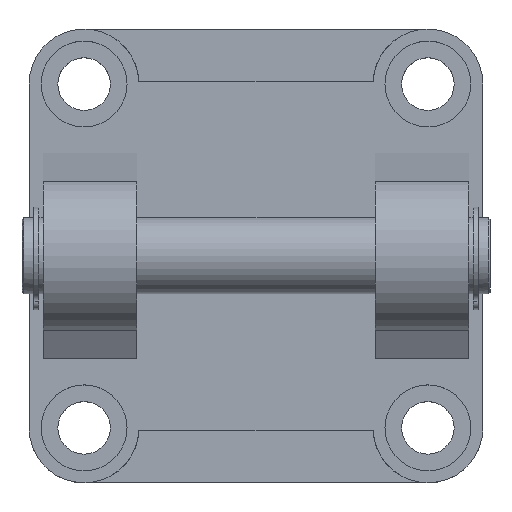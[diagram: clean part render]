
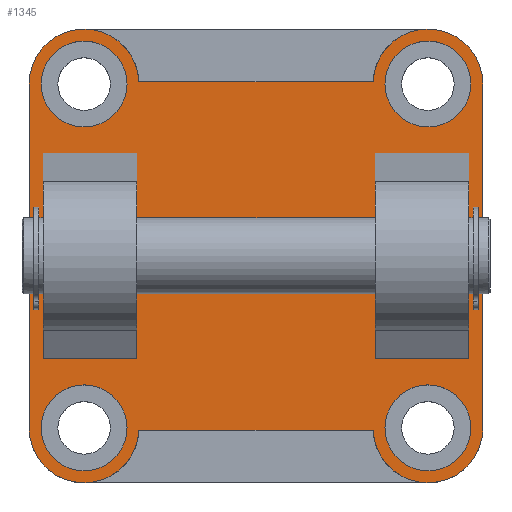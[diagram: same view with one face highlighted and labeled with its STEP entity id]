
A CAD part, top view. The second image highlights one B-rep face of the part: STEP entity #1345.
In plain terms, the highlighted planar face has unit normal (0, 0, 1).
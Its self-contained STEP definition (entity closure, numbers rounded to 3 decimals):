
#101=FACE_BOUND('',#315,.T.);
#102=FACE_BOUND('',#316,.T.);
#103=FACE_BOUND('',#317,.T.);
#104=FACE_BOUND('',#318,.T.);
#105=FACE_BOUND('',#319,.T.);
#106=FACE_BOUND('',#320,.T.);
#191=FACE_OUTER_BOUND('',#314,.T.);
#314=EDGE_LOOP('',(#1196,#1197,#1198,#1199,#1200,#1201,#1202,#1203));
#315=EDGE_LOOP('',(#1204,#1205,#1206,#1207));
#316=EDGE_LOOP('',(#1208,#1209,#1210,#1211));
#317=EDGE_LOOP('',(#1212));
#318=EDGE_LOOP('',(#1213));
#319=EDGE_LOOP('',(#1214));
#320=EDGE_LOOP('',(#1215));
#364=LINE('',#2175,#444);
#370=LINE('',#2190,#450);
#371=LINE('',#2192,#451);
#372=LINE('',#2194,#452);
#376=LINE('',#2203,#456);
#379=LINE('',#2214,#459);
#381=LINE('',#2217,#461);
#382=LINE('',#2219,#462);
#385=LINE('',#2271,#465);
#390=LINE('',#2286,#470);
#399=LINE('',#2309,#479);
#404=LINE('',#2326,#484);
#444=VECTOR('',#1779,19.5);
#450=VECTOR('',#1793,19.5);
#451=VECTOR('',#1796,43.);
#452=VECTOR('',#1799,43.);
#456=VECTOR('',#1805,19.5);
#459=VECTOR('',#1816,19.5);
#461=VECTOR('',#1820,43.);
#462=VECTOR('',#1823,43.);
#465=VECTOR('',#1884,49.022);
#470=VECTOR('',#1897,49.022);
#479=VECTOR('',#1918,72.);
#484=VECTOR('',#1937,72.);
#555=CIRCLE('',#1474,9.);
#559=CIRCLE('',#1481,9.);
#563=CIRCLE('',#1488,9.);
#567=CIRCLE('',#1495,9.);
#573=CIRCLE('',#1510,11.5);
#575=CIRCLE('',#1513,11.5);
#577=CIRCLE('',#1517,11.5);
#579=CIRCLE('',#1520,11.5);
#651=VERTEX_POINT('',#2171);
#653=VERTEX_POINT('',#2174);
#657=VERTEX_POINT('',#2186);
#658=VERTEX_POINT('',#2188);
#659=VERTEX_POINT('',#2196);
#662=VERTEX_POINT('',#2201);
#665=VERTEX_POINT('',#2211);
#666=VERTEX_POINT('',#2213);
#669=VERTEX_POINT('',#2226);
#673=VERTEX_POINT('',#2237);
#677=VERTEX_POINT('',#2248);
#681=VERTEX_POINT('',#2259);
#685=VERTEX_POINT('',#2268);
#686=VERTEX_POINT('',#2270);
#691=VERTEX_POINT('',#2283);
#692=VERTEX_POINT('',#2285);
#699=VERTEX_POINT('',#2307);
#700=VERTEX_POINT('',#2308);
#703=VERTEX_POINT('',#2319);
#705=VERTEX_POINT('',#2325);
#806=EDGE_CURVE('',#653,#651,#364,.T.);
#814=EDGE_CURVE('',#657,#658,#370,.T.);
#815=EDGE_CURVE('',#651,#657,#371,.T.);
#816=EDGE_CURVE('',#658,#653,#372,.T.);
#820=EDGE_CURVE('',#659,#662,#376,.T.);
#825=EDGE_CURVE('',#666,#665,#379,.T.);
#827=EDGE_CURVE('',#665,#659,#381,.T.);
#828=EDGE_CURVE('',#662,#666,#382,.T.);
#831=EDGE_CURVE('',#669,#669,#555,.T.);
#835=EDGE_CURVE('',#673,#673,#559,.T.);
#839=EDGE_CURVE('',#677,#677,#563,.T.);
#843=EDGE_CURVE('',#681,#681,#567,.T.);
#847=EDGE_CURVE('',#686,#685,#385,.T.);
#854=EDGE_CURVE('',#692,#691,#390,.T.);
#865=EDGE_CURVE('',#699,#700,#399,.T.);
#869=EDGE_CURVE('',#691,#700,#573,.T.);
#871=EDGE_CURVE('',#692,#703,#575,.T.);
#874=EDGE_CURVE('',#703,#705,#404,.T.);
#877=EDGE_CURVE('',#685,#705,#577,.T.);
#879=EDGE_CURVE('',#686,#699,#579,.T.);
#1196=ORIENTED_EDGE('',*,*,#877,.T.);
#1197=ORIENTED_EDGE('',*,*,#874,.F.);
#1198=ORIENTED_EDGE('',*,*,#871,.F.);
#1199=ORIENTED_EDGE('',*,*,#854,.T.);
#1200=ORIENTED_EDGE('',*,*,#869,.T.);
#1201=ORIENTED_EDGE('',*,*,#865,.F.);
#1202=ORIENTED_EDGE('',*,*,#879,.F.);
#1203=ORIENTED_EDGE('',*,*,#847,.T.);
#1204=ORIENTED_EDGE('',*,*,#814,.T.);
#1205=ORIENTED_EDGE('',*,*,#816,.T.);
#1206=ORIENTED_EDGE('',*,*,#806,.T.);
#1207=ORIENTED_EDGE('',*,*,#815,.T.);
#1208=ORIENTED_EDGE('',*,*,#825,.T.);
#1209=ORIENTED_EDGE('',*,*,#827,.T.);
#1210=ORIENTED_EDGE('',*,*,#820,.T.);
#1211=ORIENTED_EDGE('',*,*,#828,.T.);
#1212=ORIENTED_EDGE('',*,*,#831,.T.);
#1213=ORIENTED_EDGE('',*,*,#835,.T.);
#1214=ORIENTED_EDGE('',*,*,#839,.T.);
#1215=ORIENTED_EDGE('',*,*,#843,.T.);
#1264=PLANE('',#1522);
#1345=ADVANCED_FACE('',(#191,#101,#102,#103,#104,#105,#106),#1264,.T.);
#1474=AXIS2_PLACEMENT_3D('',#2227,#1832,#1833);
#1481=AXIS2_PLACEMENT_3D('',#2238,#1846,#1847);
#1488=AXIS2_PLACEMENT_3D('',#2249,#1860,#1861);
#1495=AXIS2_PLACEMENT_3D('',#2260,#1874,#1875);
#1510=AXIS2_PLACEMENT_3D('',#2316,#1924,#1925);
#1513=AXIS2_PLACEMENT_3D('',#2320,#1930,#1931);
#1517=AXIS2_PLACEMENT_3D('',#2331,#1942,#1943);
#1520=AXIS2_PLACEMENT_3D('',#2334,#1948,#1949);
#1522=AXIS2_PLACEMENT_3D('',#2336,#1952,#1953);
#1779=DIRECTION('',(-1.,0.,0.));
#1793=DIRECTION('',(1.,0.,0.));
#1796=DIRECTION('',(0.,1.,0.));
#1799=DIRECTION('',(0.,-1.,0.));
#1805=DIRECTION('',(-1.,0.,0.));
#1816=DIRECTION('',(1.,0.,0.));
#1820=DIRECTION('',(0.,-1.,0.));
#1823=DIRECTION('',(0.,1.,0.));
#1832=DIRECTION('center_axis',(0.,0.,-1.));
#1833=DIRECTION('ref_axis',(1.,0.,0.));
#1846=DIRECTION('center_axis',(0.,0.,-1.));
#1847=DIRECTION('ref_axis',(1.,0.,0.));
#1860=DIRECTION('center_axis',(0.,0.,-1.));
#1861=DIRECTION('ref_axis',(1.,0.,0.));
#1874=DIRECTION('center_axis',(0.,0.,-1.));
#1875=DIRECTION('ref_axis',(1.,0.,0.));
#1884=DIRECTION('',(-1.,0.,0.));
#1897=DIRECTION('',(1.,0.,0.));
#1918=DIRECTION('',(0.,-1.,0.));
#1924=DIRECTION('center_axis',(0.,0.,1.));
#1925=DIRECTION('ref_axis',(0.999,0.043,0.));
#1930=DIRECTION('center_axis',(0.,0.,-1.));
#1931=DIRECTION('ref_axis',(1.,0.,0.));
#1937=DIRECTION('',(0.,1.,0.));
#1942=DIRECTION('center_axis',(0.,0.,1.));
#1943=DIRECTION('ref_axis',(-0.999,-0.043,0.));
#1948=DIRECTION('center_axis',(0.,0.,-1.));
#1949=DIRECTION('ref_axis',(-1.,0.,0.));
#1952=DIRECTION('center_axis',(0.,0.,1.));
#1953=DIRECTION('ref_axis',(1.,0.,0.));
#2171=CARTESIAN_POINT('',(25.,-21.5,14.));
#2174=CARTESIAN_POINT('',(44.5,-21.5,14.));
#2175=CARTESIAN_POINT('',(22.25,-21.5,14.));
#2186=CARTESIAN_POINT('',(25.,21.5,14.));
#2188=CARTESIAN_POINT('',(44.5,21.5,14.));
#2190=CARTESIAN_POINT('',(22.25,21.5,14.));
#2192=CARTESIAN_POINT('',(25.,0.,14.));
#2194=CARTESIAN_POINT('',(44.5,0.,14.));
#2196=CARTESIAN_POINT('',(-25.,-21.5,14.));
#2201=CARTESIAN_POINT('',(-44.5,-21.5,14.));
#2203=CARTESIAN_POINT('',(-22.25,-21.5,14.));
#2211=CARTESIAN_POINT('',(-25.,21.5,14.));
#2213=CARTESIAN_POINT('',(-44.5,21.5,14.));
#2214=CARTESIAN_POINT('',(-22.25,21.5,14.));
#2217=CARTESIAN_POINT('',(-25.,0.,14.));
#2219=CARTESIAN_POINT('',(-44.5,0.,14.));
#2226=CARTESIAN_POINT('',(45.,-36.,14.));
#2227=CARTESIAN_POINT('Origin',(36.,-36.,14.));
#2237=CARTESIAN_POINT('',(-27.,36.,14.));
#2238=CARTESIAN_POINT('Origin',(-36.,36.,14.));
#2248=CARTESIAN_POINT('',(45.,36.,14.));
#2249=CARTESIAN_POINT('Origin',(36.,36.,14.));
#2259=CARTESIAN_POINT('',(-27.,-36.,14.));
#2260=CARTESIAN_POINT('Origin',(-36.,-36.,14.));
#2268=CARTESIAN_POINT('',(-24.511,36.5,14.));
#2270=CARTESIAN_POINT('',(24.511,36.5,14.));
#2271=CARTESIAN_POINT('',(-12.255,36.5,14.));
#2283=CARTESIAN_POINT('',(24.511,-36.5,14.));
#2285=CARTESIAN_POINT('',(-24.511,-36.5,14.));
#2286=CARTESIAN_POINT('',(12.255,-36.5,14.));
#2307=CARTESIAN_POINT('',(47.5,36.,14.));
#2308=CARTESIAN_POINT('',(47.5,-36.,14.));
#2309=CARTESIAN_POINT('',(47.5,36.,14.));
#2316=CARTESIAN_POINT('Origin',(36.,-36.,14.));
#2319=CARTESIAN_POINT('',(-47.5,-36.,14.));
#2320=CARTESIAN_POINT('Origin',(-36.,-36.,14.));
#2325=CARTESIAN_POINT('',(-47.5,36.,14.));
#2326=CARTESIAN_POINT('',(-47.5,-36.,14.));
#2331=CARTESIAN_POINT('Origin',(-36.,36.,14.));
#2334=CARTESIAN_POINT('Origin',(36.,36.,14.));
#2336=CARTESIAN_POINT('Origin',(0.,0.,
14.));
